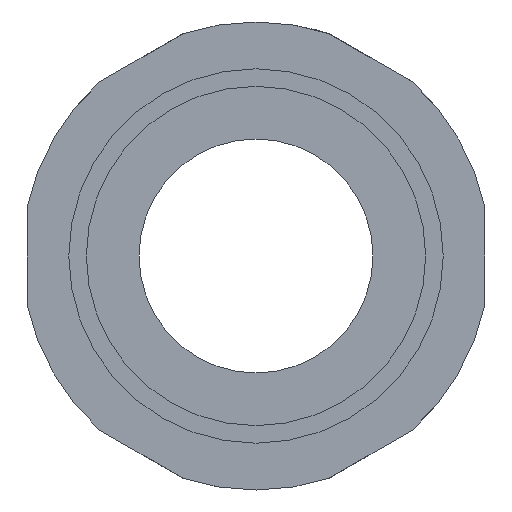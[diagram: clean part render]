
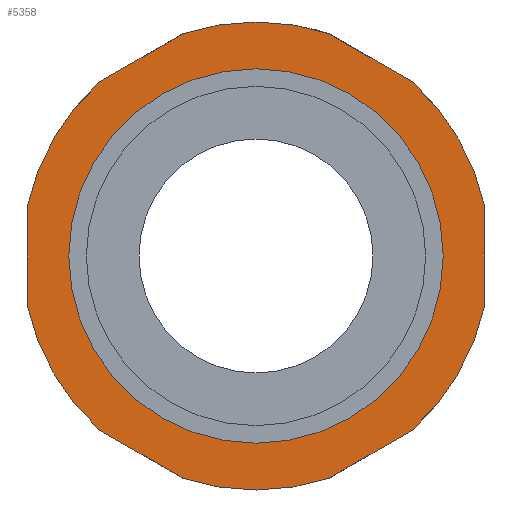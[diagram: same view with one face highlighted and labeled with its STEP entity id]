
A CAD part, front view. The second image highlights one B-rep face of the part: STEP entity #5358.
In plain terms, the highlighted planar face has unit normal (0, -1, 0).
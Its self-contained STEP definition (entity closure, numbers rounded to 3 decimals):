
#2844=DIRECTION('',(-0.866,0.,0.5));
#2845=VECTOR('',#2844,8.229);
#2846=CARTESIAN_POINT('',(-6.223,0.,-19.007));
#2847=LINE('',#2846,#2845);
#2851=CARTESIAN_POINT('',(0.,0.,0.));
#2852=DIRECTION('',(0.,1.,0.));
#2853=DIRECTION('',(-0.667,0.,-0.745));
#2854=AXIS2_PLACEMENT_3D('',#2851,#2852,#2853);
#2859=CARTESIAN_POINT('',(0.,0.,0.));
#2860=DIRECTION('',(0.,1.,0.));
#2861=DIRECTION('',(-0.979,0.,0.206));
#2862=AXIS2_PLACEMENT_3D('',#2859,#2860,#2861);
#2867=DIRECTION('',(0.866,0.,0.5));
#2868=VECTOR('',#2867,8.229);
#2869=CARTESIAN_POINT('',(-13.349,0.,14.893));
#2870=LINE('',#2869,#2868);
#2874=CARTESIAN_POINT('',(0.,0.,0.));
#2875=DIRECTION('',(0.,1.,0.));
#2876=DIRECTION('',(-0.311,0.,0.95));
#2877=AXIS2_PLACEMENT_3D('',#2874,#2875,#2876);
#2882=DIRECTION('',(0.866,0.,-0.5));
#2883=VECTOR('',#2882,8.229);
#2884=CARTESIAN_POINT('',(6.223,0.,19.007));
#2885=LINE('',#2884,#2883);
#2889=CARTESIAN_POINT('',(0.,0.,0.));
#2890=DIRECTION('',(0.,1.,0.));
#2891=DIRECTION('',(0.667,0.,0.745));
#2892=AXIS2_PLACEMENT_3D('',#2889,#2890,#2891);
#2897=CARTESIAN_POINT('',(0.,0.,0.));
#2898=DIRECTION('',(0.,1.,0.));
#2899=DIRECTION('',(0.979,0.,-0.206));
#2900=AXIS2_PLACEMENT_3D('',#2897,#2898,#2899);
#2905=DIRECTION('',(-0.866,0.,-0.5));
#2906=VECTOR('',#2905,8.229);
#2907=CARTESIAN_POINT('',(13.349,0.,-14.893));
#2908=LINE('',#2907,#2906);
#2912=CARTESIAN_POINT('',(0.,0.,0.));
#2913=DIRECTION('',(0.,1.,0.));
#2914=DIRECTION('',(0.311,0.,-0.95));
#2915=AXIS2_PLACEMENT_3D('',#2912,#2913,#2914);
#2920=CARTESIAN_POINT('',(0.,0.,0.));
#2921=DIRECTION('',(0.,-1.,0.));
#2922=DIRECTION('',(-1.,0.,0.));
#2923=AXIS2_PLACEMENT_3D('',#2920,#2921,#2922);
#2928=CARTESIAN_POINT('',(0.,0.,0.));
#2929=DIRECTION('',(0.,-1.,0.));
#2930=DIRECTION('',(1.,0.,0.));
#2931=AXIS2_PLACEMENT_3D('',#2928,#2929,#2930);
#3070=DIRECTION('',(0.,0.,1.));
#3071=VECTOR('',#3070,8.229);
#3072=CARTESIAN_POINT('',(19.572,0.,-4.115));
#3073=LINE('',#3072,#3071);
#3988=DIRECTION('',(0.,0.,-1.));
#3989=VECTOR('',#3988,8.229);
#3990=CARTESIAN_POINT('',(-19.572,0.,4.115));
#3991=LINE('',#3990,#3989);
#4962=CARTESIAN_POINT('',(-16.,0.,0.));
#4963=CARTESIAN_POINT('',(16.,0.,0.));
#4964=VERTEX_POINT('',#4962);
#4965=VERTEX_POINT('',#4963);
#4970=CARTESIAN_POINT('',(-6.223,0.,-19.007));
#4971=CARTESIAN_POINT('',(-13.349,0.,-14.893));
#4972=VERTEX_POINT('',#4970);
#4973=VERTEX_POINT('',#4971);
#4974=CARTESIAN_POINT('',(-19.572,0.,-4.115));
#4975=VERTEX_POINT('',#4974);
#4976=CARTESIAN_POINT('',(-19.572,0.,4.115));
#4977=VERTEX_POINT('',#4976);
#4978=CARTESIAN_POINT('',(-13.349,0.,14.893));
#4979=VERTEX_POINT('',#4978);
#4980=CARTESIAN_POINT('',(-6.223,0.,19.007));
#4981=VERTEX_POINT('',#4980);
#4982=CARTESIAN_POINT('',(6.223,0.,19.007));
#4983=VERTEX_POINT('',#4982);
#4984=CARTESIAN_POINT('',(13.349,0.,14.893));
#4985=VERTEX_POINT('',#4984);
#4986=CARTESIAN_POINT('',(19.572,0.,4.115));
#4987=VERTEX_POINT('',#4986);
#4988=CARTESIAN_POINT('',(19.572,0.,-4.115));
#4989=VERTEX_POINT('',#4988);
#4990=CARTESIAN_POINT('',(13.349,0.,-14.893));
#4991=VERTEX_POINT('',#4990);
#4992=CARTESIAN_POINT('',(6.223,0.,-19.007));
#4993=VERTEX_POINT('',#4992);
#5322=CARTESIAN_POINT('',(0.,0.,0.));
#5323=DIRECTION('',(0.,-1.,0.));
#5324=DIRECTION('',(-1.,0.,0.));
#5325=AXIS2_PLACEMENT_3D('',#5322,#5323,#5324);
#5326=PLANE('',#5325);
#5328=ORIENTED_EDGE('',*,*,#5327,.T.);
#5330=ORIENTED_EDGE('',*,*,#5329,.T.);
#5332=ORIENTED_EDGE('',*,*,#5331,.F.);
#5334=ORIENTED_EDGE('',*,*,#5333,.T.);
#5336=ORIENTED_EDGE('',*,*,#5335,.T.);
#5338=ORIENTED_EDGE('',*,*,#5337,.T.);
#5340=ORIENTED_EDGE('',*,*,#5339,.T.);
#5342=ORIENTED_EDGE('',*,*,#5341,.T.);
#5344=ORIENTED_EDGE('',*,*,#5343,.F.);
#5346=ORIENTED_EDGE('',*,*,#5345,.T.);
#5348=ORIENTED_EDGE('',*,*,#5347,.T.);
#5350=ORIENTED_EDGE('',*,*,#5349,.T.);
#5351=EDGE_LOOP('',(#5328,#5330,#5332,#5334,#5336,#5338,#5340,#5342,#5344,#5346,
#5348,#5350));
#5352=FACE_OUTER_BOUND('',#5351,.F.);
#5353=ORIENTED_EDGE('',*,*,#5304,.T.);
#5355=ORIENTED_EDGE('',*,*,#5354,.T.);
#5356=EDGE_LOOP('',(#5353,#5355));
#5357=FACE_BOUND('',#5356,.F.);
#2855=CIRCLE('',#2854,20.);
#2863=CIRCLE('',#2862,20.);
#2878=CIRCLE('',#2877,20.);
#2893=CIRCLE('',#2892,20.);
#2901=CIRCLE('',#2900,20.);
#2916=CIRCLE('',#2915,20.);
#2924=CIRCLE('',#2923,16.);
#2932=CIRCLE('',#2931,16.);
#5304=EDGE_CURVE('',#4964,#4965,#2924,.T.);
#5327=EDGE_CURVE('',#4972,#4973,#2847,.T.);
#5329=EDGE_CURVE('',#4973,#4975,#2855,.T.);
#5331=EDGE_CURVE('',#4977,#4975,#3991,.T.);
#5333=EDGE_CURVE('',#4977,#4979,#2863,.T.);
#5335=EDGE_CURVE('',#4979,#4981,#2870,.T.);
#5337=EDGE_CURVE('',#4981,#4983,#2878,.T.);
#5339=EDGE_CURVE('',#4983,#4985,#2885,.T.);
#5341=EDGE_CURVE('',#4985,#4987,#2893,.T.);
#5343=EDGE_CURVE('',#4989,#4987,#3073,.T.);
#5345=EDGE_CURVE('',#4989,#4991,#2901,.T.);
#5347=EDGE_CURVE('',#4991,#4993,#2908,.T.);
#5349=EDGE_CURVE('',#4993,#4972,#2916,.T.);
#5354=EDGE_CURVE('',#4965,#4964,#2932,.T.);
#5358=ADVANCED_FACE('',(#5352,#5357),#5326,.T.);
